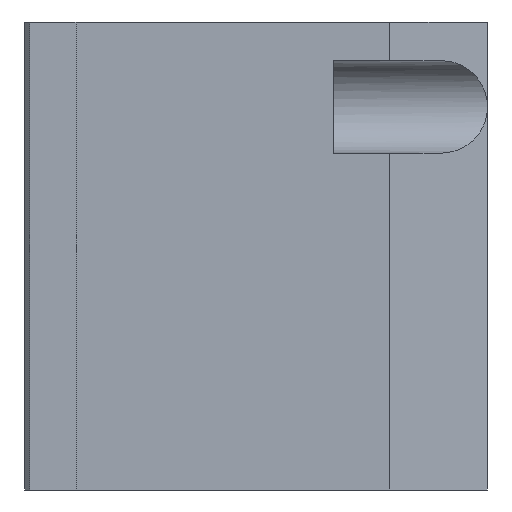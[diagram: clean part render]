
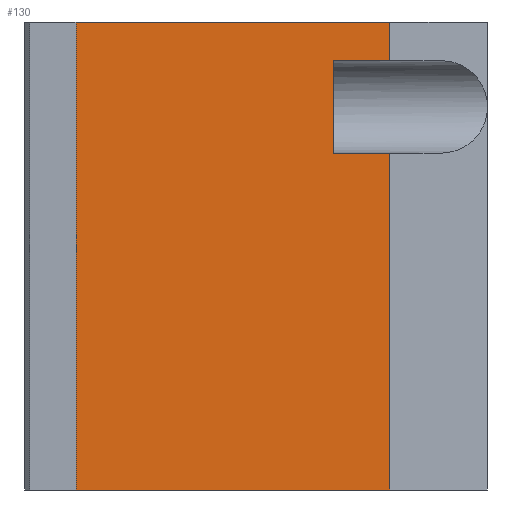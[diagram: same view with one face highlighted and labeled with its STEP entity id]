
A CAD part, left-side view. The second image highlights one B-rep face of the part: STEP entity #130.
In plain terms, the highlighted planar face has unit normal (-1, 0, 0).
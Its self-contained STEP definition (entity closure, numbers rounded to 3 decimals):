
#130 = ADVANCED_FACE( '', ( #266 ), #267, .T. );
#266 = FACE_OUTER_BOUND( '', #417, .T. );
#267 = PLANE( '', #418 );
#417 = EDGE_LOOP( '', ( #886, #887, #888, #889, #890, #891, #892, #893 ) );
#418 = AXIS2_PLACEMENT_3D( '', #894, #895, #896 );
#886 = ORIENTED_EDGE( '', *, *, #1157, .T. );
#887 = ORIENTED_EDGE( '', *, *, #1146, .T. );
#888 = ORIENTED_EDGE( '', *, *, #1152, .T. );
#889 = ORIENTED_EDGE( '', *, *, #1167, .T. );
#890 = ORIENTED_EDGE( '', *, *, #1168, .T. );
#891 = ORIENTED_EDGE( '', *, *, #1169, .F. );
#892 = ORIENTED_EDGE( '', *, *, #1111, .T. );
#893 = ORIENTED_EDGE( '', *, *, #1170, .T. );
#894 = CARTESIAN_POINT( '', ( -53., 19., 0. ) );
#895 = DIRECTION( '', ( -1., 0., 0. ) );
#896 = DIRECTION( '', ( 0., -1., 0. ) );
#1111 = EDGE_CURVE( '', #1368, #1366, #1369, .T. );
#1146 = EDGE_CURVE( '', #1420, #1421, #1422, .T. );
#1152 = EDGE_CURVE( '', #1421, #1431, #1432, .T. );
#1157 = EDGE_CURVE( '', #1439, #1420, #1440, .T. );
#1167 = EDGE_CURVE( '', #1431, #1454, #1455, .T. );
#1168 = EDGE_CURVE( '', #1454, #1456, #1457, .T. );
#1169 = EDGE_CURVE( '', #1368, #1456, #1458, .T. );
#1170 = EDGE_CURVE( '', #1366, #1439, #1459, .T. );
#1366 = VERTEX_POINT( '', #1766 );
#1368 = VERTEX_POINT( '', #1769 );
#1369 = LINE( '', #1770, #1771 );
#1420 = VERTEX_POINT( '', #1838 );
#1421 = VERTEX_POINT( '', #1839 );
#1422 = LINE( '', #1840, #1841 );
#1431 = VERTEX_POINT( '', #1854 );
#1432 = LINE( '', #1855, #1856 );
#1439 = VERTEX_POINT( '', #1867 );
#1440 = LINE( '', #1868, #1869 );
#1454 = VERTEX_POINT( '', #1890 );
#1455 = LINE( '', #1891, #1892 );
#1456 = VERTEX_POINT( '', #1893 );
#1457 = LINE( '', #1894, #1895 );
#1458 = LINE( '', #1896, #1897 );
#1459 = LINE( '', #1898, #1899 );
#1766 = CARTESIAN_POINT( '', ( -53., 19., 0. ) );
#1769 = CARTESIAN_POINT( '', ( -53., 80., 0. ) );
#1770 = CARTESIAN_POINT( '', ( -53., 80., 0. ) );
#1771 = VECTOR( '', #2118, 1. );
#1838 = CARTESIAN_POINT( '', ( -53., 30., 65.5 ) );
#1839 = CARTESIAN_POINT( '', ( -53., 30., 83.5 ) );
#1840 = CARTESIAN_POINT( '', ( -53., 30., 0. ) );
#1841 = VECTOR( '', #2189, 1. );
#1854 = CARTESIAN_POINT( '', ( -53., 19., 83.5 ) );
#1855 = CARTESIAN_POINT( '', ( -53., 9.5, 83.5 ) );
#1856 = VECTOR( '', #2197, 1. );
#1867 = CARTESIAN_POINT( '', ( -53., 19., 65.5 ) );
#1868 = CARTESIAN_POINT( '', ( -53., 9.5, 65.5 ) );
#1869 = VECTOR( '', #2202, 1. );
#1890 = CARTESIAN_POINT( '', ( -53., 19., 91. ) );
#1891 = CARTESIAN_POINT( '', ( -53., 19., 0. ) );
#1892 = VECTOR( '', #2216, 1. );
#1893 = CARTESIAN_POINT( '', ( -53., 80., 91. ) );
#1894 = CARTESIAN_POINT( '', ( -53., 80., 91. ) );
#1895 = VECTOR( '', #2217, 1. );
#1896 = CARTESIAN_POINT( '', ( -53., 80., 0. ) );
#1897 = VECTOR( '', #2218, 1. );
#1898 = CARTESIAN_POINT( '', ( -53., 19., 0. ) );
#1899 = VECTOR( '', #2219, 1. );
#2118 = DIRECTION( '', ( 0., -1., 0. ) );
#2189 = DIRECTION( '', ( 0., 0., 1. ) );
#2197 = DIRECTION( '', ( 0., -1., 0. ) );
#2202 = DIRECTION( '', ( 0., 1., 0. ) );
#2216 = DIRECTION( '', ( 0., 0., 1. ) );
#2217 = DIRECTION( '', ( 0., 1., 0. ) );
#2218 = DIRECTION( '', ( 0., 0., 1. ) );
#2219 = DIRECTION( '', ( 0., 0., 1. ) );
